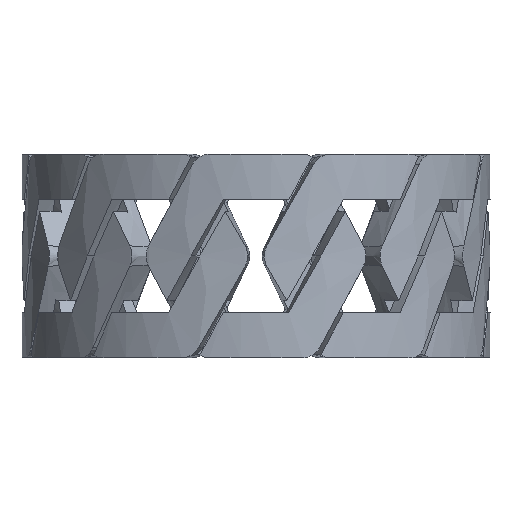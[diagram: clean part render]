
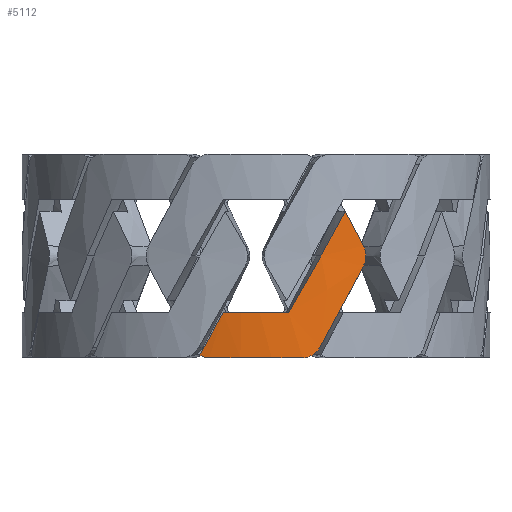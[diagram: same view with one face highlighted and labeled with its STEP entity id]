
A CAD part, left-side view. The second image highlights one B-rep face of the part: STEP entity #5112.
In plain terms, the highlighted free-form (B-spline) face has degree [2, 1] with [3, 2] control points.
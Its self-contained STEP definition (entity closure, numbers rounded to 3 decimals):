
#4966 = VERTEX_POINT('',#4967);
#4967 = CARTESIAN_POINT('',(-13.333,-21.897,
    7.177));
#5011 = VERTEX_POINT('',#5012);
#5012 = CARTESIAN_POINT('',(-13.333,-21.897,
    5.872));
#5019 = EDGE_CURVE('',#4966,#5011,#5020,.T.);
#5020 = B_SPLINE_CURVE_WITH_KNOTS('',3,(#5021,#5022,#5023,#5024,#5025,
    #5026,#5027,#5028),.UNSPECIFIED.,.F.,.F.,(4,2,2,4),(0.,
    0.039,0.072,0.105),
  .UNSPECIFIED.);
#5021 = CARTESIAN_POINT('',(-13.333,-21.897,
    7.177));
#5022 = CARTESIAN_POINT('',(-13.294,-21.972,
    7.03));
#5023 = CARTESIAN_POINT('',(-13.268,-22.021,
    6.868));
#5024 = CARTESIAN_POINT('',(-13.248,-22.058,
    6.558));
#5025 = CARTESIAN_POINT('',(-13.25,-22.054,
    6.413));
#5026 = CARTESIAN_POINT('',(-13.276,-22.005,
    6.132));
#5027 = CARTESIAN_POINT('',(-13.3,-21.96,
    5.997));
#5028 = CARTESIAN_POINT('',(-13.333,-21.897,
    5.872));
#5055 = EDGE_CURVE('',#5056,#5011,#5058,.T.);
#5056 = VERTEX_POINT('',#5057);
#5057 = CARTESIAN_POINT('',(-14.439,-19.099,
    0.652));
#5058 = B_SPLINE_CURVE_WITH_KNOTS('',3,(#5059,#5060,#5061,#5062),
  .UNSPECIFIED.,.F.,.F.,(4,4),(0.025,0.226),
  .PIECEWISE_BEZIER_KNOTS.);
#5059 = CARTESIAN_POINT('',(-14.439,-19.099,
    0.652));
#5060 = CARTESIAN_POINT('',(-14.165,-20.065,
    2.392));
#5061 = CARTESIAN_POINT('',(-13.794,-21.004,
    4.132));
#5062 = CARTESIAN_POINT('',(-13.333,-21.897,
    5.872));
#5112 = ADVANCED_FACE('',(#5113),#5221,.T.);
#5113 = FACE_BOUND('',#5114,.T.);
#5114 = EDGE_LOOP('',(#5115,#5116,#5125,#5134,#5143,#5151,#5160,#5181,
    #5189,#5220));
#5115 = ORIENTED_EDGE('',*,*,#5019,.F.);
#5116 = ORIENTED_EDGE('',*,*,#5117,.T.);
#5117 = EDGE_CURVE('',#4966,#5118,#5120,.T.);
#5118 = VERTEX_POINT('',#5119);
#5119 = CARTESIAN_POINT('',(-13.871,-20.735,
    9.396));
#5120 = B_SPLINE_CURVE_WITH_KNOTS('',3,(#5121,#5122,#5123,#5124),
  .UNSPECIFIED.,.F.,.F.,(4,4),(0.025,0.11),
  .PIECEWISE_BEZIER_KNOTS.);
#5121 = CARTESIAN_POINT('',(-13.333,-21.897,
    7.177));
#5122 = CARTESIAN_POINT('',(-13.529,-21.517,
    7.917));
#5123 = CARTESIAN_POINT('',(-13.708,-21.13,
    8.656));
#5124 = CARTESIAN_POINT('',(-13.871,-20.735,
    9.396));
#5125 = ORIENTED_EDGE('',*,*,#5126,.T.);
#5126 = EDGE_CURVE('',#5118,#5127,#5129,.T.);
#5127 = VERTEX_POINT('',#5128);
#5128 = CARTESIAN_POINT('',(-14.418,-19.171,
    6.525));
#5129 = B_SPLINE_CURVE_WITH_KNOTS('',3,(#5130,#5131,#5132,#5133),
  .UNSPECIFIED.,.F.,.F.,(4,4),(-0.11,0.),
  .PIECEWISE_BEZIER_KNOTS.);
#5130 = CARTESIAN_POINT('',(-13.871,-20.735,
    9.396));
#5131 = CARTESIAN_POINT('',(-14.082,-20.224,
    8.439));
#5132 = CARTESIAN_POINT('',(-14.265,-19.702,
    7.482));
#5133 = CARTESIAN_POINT('',(-14.418,-19.171,
    6.525));
#5134 = ORIENTED_EDGE('',*,*,#5135,.T.);
#5135 = EDGE_CURVE('',#5127,#5136,#5138,.T.);
#5136 = VERTEX_POINT('',#5137);
#5137 = CARTESIAN_POINT('',(-14.859,-17.11,2.871
    ));
#5138 = B_SPLINE_CURVE_WITH_KNOTS('',3,(#5139,#5140,#5141,#5142),
  .UNSPECIFIED.,.F.,.F.,(4,4),(-0.141,0.),
  .PIECEWISE_BEZIER_KNOTS.);
#5139 = CARTESIAN_POINT('',(-14.418,-19.171,
    6.525));
#5140 = CARTESIAN_POINT('',(-14.613,-18.496,
    5.307));
#5141 = CARTESIAN_POINT('',(-14.761,-17.806,
    4.089));
#5142 = CARTESIAN_POINT('',(-14.859,-17.11,2.871
    ));
#5143 = ORIENTED_EDGE('',*,*,#5144,.T.);
#5144 = EDGE_CURVE('',#5136,#5145,#5147,.T.);
#5145 = VERTEX_POINT('',#5146);
#5146 = CARTESIAN_POINT('',(-14.859,-12.905,
    2.871));
#5147 = ( BOUNDED_CURVE() B_SPLINE_CURVE(2,(#5148,#5149,#5150),
.UNSPECIFIED.,.F.,.F.) B_SPLINE_CURVE_WITH_KNOTS((3,3),(4.572,
4.853),.PIECEWISE_BEZIER_KNOTS.) CURVE() 
GEOMETRIC_REPRESENTATION_ITEM() RATIONAL_B_SPLINE_CURVE((1.,
0.99,1.)) REPRESENTATION_ITEM('') );
#5148 = CARTESIAN_POINT('',(-14.859,-17.11,2.871
    ));
#5149 = CARTESIAN_POINT('',(-15.157,-15.007,
    2.871));
#5150 = CARTESIAN_POINT('',(-14.859,-12.905,
    2.871));
#5151 = ORIENTED_EDGE('',*,*,#5152,.T.);
#5152 = EDGE_CURVE('',#5145,#5153,#5155,.T.);
#5153 = VERTEX_POINT('',#5154);
#5154 = CARTESIAN_POINT('',(-14.562,-11.378,
    0.175));
#5155 = B_SPLINE_CURVE_WITH_KNOTS('',3,(#5156,#5157,#5158,#5159),
  .UNSPECIFIED.,.F.,.F.,(4,4),(0.,0.104),
  .PIECEWISE_BEZIER_KNOTS.);
#5156 = CARTESIAN_POINT('',(-14.859,-12.905,
    2.871));
#5157 = CARTESIAN_POINT('',(-14.787,-12.391,
    1.972));
#5158 = CARTESIAN_POINT('',(-14.687,-11.881,
    1.074));
#5159 = CARTESIAN_POINT('',(-14.562,-11.378,
    0.175));
#5160 = ORIENTED_EDGE('',*,*,#5161,.F.);
#5161 = EDGE_CURVE('',#5162,#5153,#5164,.T.);
#5162 = VERTEX_POINT('',#5163);
#5163 = CARTESIAN_POINT('',(-14.706,-12.015,0.));
#5164 = B_SPLINE_CURVE_WITH_KNOTS('',3,(#5165,#5166,#5167,#5168,#5169,
    #5170,#5171,#5172,#5173,#5174,#5175,#5176,#5177,#5178,#5179,#5180),
  .UNSPECIFIED.,.F.,.F.,(4,3,3,3,3,4),(0.,0.013,
    0.026,0.035,0.048,
    0.053),.UNSPECIFIED.);
#5165 = CARTESIAN_POINT('',(-14.706,-12.015,
    0.));
#5166 = CARTESIAN_POINT('',(-14.695,-11.959,
    0.));
#5167 = CARTESIAN_POINT('',(-14.683,-11.903,
    0.004));
#5168 = CARTESIAN_POINT('',(-14.671,-11.848,
    0.011));
#5169 = CARTESIAN_POINT('',(-14.659,-11.792,
    0.019));
#5170 = CARTESIAN_POINT('',(-14.647,-11.737,
    0.03));
#5171 = CARTESIAN_POINT('',(-14.634,-11.682,
    0.045));
#5172 = CARTESIAN_POINT('',(-14.626,-11.647,
    0.055));
#5173 = CARTESIAN_POINT('',(-14.618,-11.612,
    0.066));
#5174 = CARTESIAN_POINT('',(-14.61,-11.578,
    0.079));
#5175 = CARTESIAN_POINT('',(-14.598,-11.525,
    0.099));
#5176 = CARTESIAN_POINT('',(-14.585,-11.473,
    0.122));
#5177 = CARTESIAN_POINT('',(-14.573,-11.424,
    0.149));
#5178 = CARTESIAN_POINT('',(-14.569,-11.408,
    0.157));
#5179 = CARTESIAN_POINT('',(-14.566,-11.393,
    0.166));
#5180 = CARTESIAN_POINT('',(-14.562,-11.378,0.175
    ));
#5181 = ORIENTED_EDGE('',*,*,#5182,.T.);
#5182 = EDGE_CURVE('',#5162,#5183,#5185,.T.);
#5183 = VERTEX_POINT('',#5184);
#5184 = CARTESIAN_POINT('',(-14.706,-18.,0.));
#5185 = ( BOUNDED_CURVE() B_SPLINE_CURVE(2,(#5186,#5187,#5188),
.UNSPECIFIED.,.F.,.F.) B_SPLINE_CURVE_WITH_KNOTS((3,3),(1.37,
1.772),.PIECEWISE_BEZIER_KNOTS.) CURVE() 
GEOMETRIC_REPRESENTATION_ITEM() RATIONAL_B_SPLINE_CURVE((1.,
0.98,1.)) REPRESENTATION_ITEM('') );
#5186 = CARTESIAN_POINT('',(-14.706,-12.015,0.));
#5187 = CARTESIAN_POINT('',(-15.315,-15.007,0.));
#5188 = CARTESIAN_POINT('',(-14.706,-18.,0.));
#5189 = ORIENTED_EDGE('',*,*,#5190,.F.);
#5190 = EDGE_CURVE('',#5056,#5183,#5191,.T.);
#5191 = B_SPLINE_CURVE_WITH_KNOTS('',3,(#5192,#5193,#5194,#5195,#5196,
    #5197,#5198,#5199,#5200,#5201,#5202,#5203,#5204,#5205,#5206,#5207,
    #5208,#5209,#5210,#5211,#5212,#5213,#5214,#5215,#5216,#5217,#5218,
    #5219),.UNSPECIFIED.,.F.,.F.,(4,3,3,3,3,3,3,3,3,4),(0.,
    0.013,0.027,0.039,
    0.053,0.066,0.072,
    0.085,0.099,0.105),
  .UNSPECIFIED.);
#5192 = CARTESIAN_POINT('',(-14.439,-19.099,
    0.652));
#5193 = CARTESIAN_POINT('',(-14.447,-19.071,
    0.603));
#5194 = CARTESIAN_POINT('',(-14.455,-19.04,
    0.555));
#5195 = CARTESIAN_POINT('',(-14.465,-19.007,
    0.509));
#5196 = CARTESIAN_POINT('',(-14.474,-18.972,
    0.464));
#5197 = CARTESIAN_POINT('',(-14.484,-18.935,0.42
    ));
#5198 = CARTESIAN_POINT('',(-14.495,-18.896,
    0.379));
#5199 = CARTESIAN_POINT('',(-14.505,-18.859,
    0.341));
#5200 = CARTESIAN_POINT('',(-14.515,-18.82,
    0.306));
#5201 = CARTESIAN_POINT('',(-14.526,-18.778,
    0.273));
#5202 = CARTESIAN_POINT('',(-14.538,-18.733,
    0.237));
#5203 = CARTESIAN_POINT('',(-14.55,-18.686,
    0.204));
#5204 = CARTESIAN_POINT('',(-14.562,-18.637,
    0.175));
#5205 = CARTESIAN_POINT('',(-14.574,-18.589,
    0.146));
#5206 = CARTESIAN_POINT('',(-14.586,-18.538,0.121
    ));
#5207 = CARTESIAN_POINT('',(-14.599,-18.486,
    0.099));
#5208 = CARTESIAN_POINT('',(-14.604,-18.462,
    0.088));
#5209 = CARTESIAN_POINT('',(-14.61,-18.437,
    0.079));
#5210 = CARTESIAN_POINT('',(-14.616,-18.413,
    0.07));
#5211 = CARTESIAN_POINT('',(-14.628,-18.359,
    0.052));
#5212 = CARTESIAN_POINT('',(-14.641,-18.305,
    0.037));
#5213 = CARTESIAN_POINT('',(-14.653,-18.25,
    0.025));
#5214 = CARTESIAN_POINT('',(-14.665,-18.195,
    0.014));
#5215 = CARTESIAN_POINT('',(-14.677,-18.14,
    0.007));
#5216 = CARTESIAN_POINT('',(-14.689,-18.084,
    0.003));
#5217 = CARTESIAN_POINT('',(-14.695,-18.056,
    0.001));
#5218 = CARTESIAN_POINT('',(-14.7,-18.028,
    0.));
#5219 = CARTESIAN_POINT('',(-14.706,-18.,
    0.));
#5220 = ORIENTED_EDGE('',*,*,#5055,.T.);
#5221 = ( BOUNDED_SURFACE() B_SPLINE_SURFACE(2,1,(
    (#5222,#5223)
    ,(#5224,#5225)
    ,(#5226,#5227
)),.UNSPECIFIED.,.F.,.F.,.F.) B_SPLINE_SURFACE_WITH_KNOTS((3,3),(2,2),(
    1.327,2.059),(0.,7.2),
.PIECEWISE_BEZIER_KNOTS.) GEOMETRIC_REPRESENTATION_ITEM() 
RATIONAL_B_SPLINE_SURFACE((
    (1.,1.)
    ,(0.934,0.934)
,(1.,1.))) REPRESENTATION_ITEM('') SURFACE() );
#5222 = CARTESIAN_POINT('',(-14.562,-11.378,
    0.));
#5223 = CARTESIAN_POINT('',(-14.562,-11.378,
    9.396));
#5224 = CARTESIAN_POINT('',(-15.955,-16.966,
    0.));
#5225 = CARTESIAN_POINT('',(-15.955,-16.966,
    9.396));
#5226 = CARTESIAN_POINT('',(-13.251,-22.052,
    0.));
#5227 = CARTESIAN_POINT('',(-13.251,-22.052,
    9.396));
